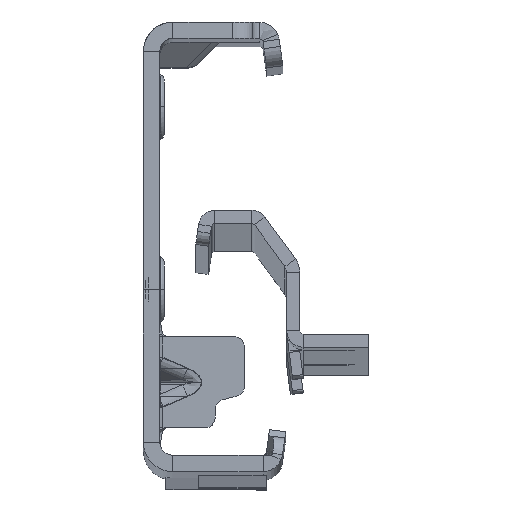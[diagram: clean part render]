
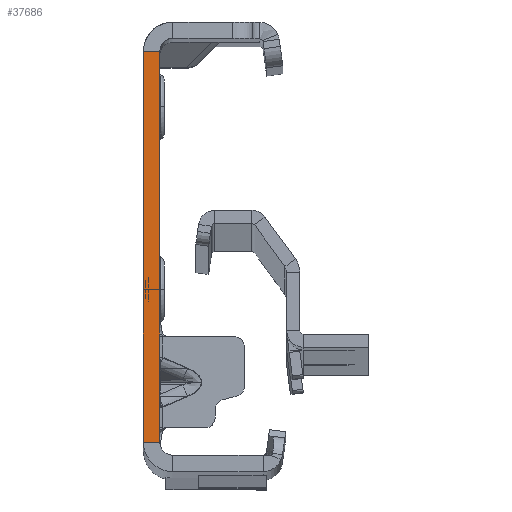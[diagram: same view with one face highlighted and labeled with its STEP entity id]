
A CAD part, top view. The second image highlights one B-rep face of the part: STEP entity #37686.
In plain terms, the highlighted planar face has unit normal (0, 0, 1).
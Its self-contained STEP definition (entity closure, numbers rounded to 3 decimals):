
#747 = EDGE_CURVE ( 'NONE', #19709, #37142, #50006, .T. ) ;
#3690 = DIRECTION ( 'NONE',  ( -1., 0., 0. ) ) ;
#3844 = CARTESIAN_POINT ( 'NONE',  ( 0., -30., 0. ) ) ;
#4905 = CARTESIAN_POINT ( 'NONE',  ( -2.5, 30., 0. ) ) ;
#6438 = VERTEX_POINT ( 'NONE', #42906 ) ;
#7289 = CARTESIAN_POINT ( 'NONE',  ( -2.5, -32., 0. ) ) ;
#7308 = EDGE_CURVE ( 'NONE', #14169, #6438, #11149, .T. ) ;
#8280 = ORIENTED_EDGE ( 'NONE', *, *, #32033, .T. ) ;
#11149 = LINE ( 'NONE', #7289, #33755 ) ;
#13051 = CARTESIAN_POINT ( 'NONE',  ( 0., 30., 0. ) ) ;
#14169 = VERTEX_POINT ( 'NONE', #4905 ) ;
#15819 = VECTOR ( 'NONE', #26680, 1000. ) ;
#19149 = FACE_OUTER_BOUND ( 'NONE', #26725, .T. ) ;
#19709 = VERTEX_POINT ( 'NONE', #13051 ) ;
#23044 = PLANE ( 'NONE',  #45380 ) ;
#23073 = DIRECTION ( 'NONE',  ( 0., -1., 0. ) ) ;
#23198 = EDGE_CURVE ( 'NONE', #37142, #6438, #42993, .T. ) ;
#25618 = VECTOR ( 'NONE', #35199, 1000. ) ;
#26527 = ORIENTED_EDGE ( 'NONE', *, *, #23198, .F. ) ;
#26680 = DIRECTION ( 'NONE',  ( 0., -1., 0. ) ) ;
#26725 = EDGE_LOOP ( 'NONE', ( #38121, #8280, #29544, #26527 ) ) ;
#29544 = ORIENTED_EDGE ( 'NONE', *, *, #7308, .T. ) ;
#30316 = CARTESIAN_POINT ( 'NONE',  ( 0., -32., 0. ) ) ;
#30849 = DIRECTION ( 'NONE',  ( 1., 0., 0. ) ) ;
#31689 = LINE ( 'NONE', #31930, #46988 ) ;
#31930 = CARTESIAN_POINT ( 'NONE',  ( 0., 30., 0. ) ) ;
#32033 = EDGE_CURVE ( 'NONE', #19709, #14169, #31689, .T. ) ;
#33755 = VECTOR ( 'NONE', #23073, 1000. ) ;
#35199 = DIRECTION ( 'NONE',  ( -1., 0., 0. ) ) ;
#37142 = VERTEX_POINT ( 'NONE', #3844 ) ;
#37686 = ADVANCED_FACE ( 'NONE', ( #19149 ), #23044, .T. ) ;
#38121 = ORIENTED_EDGE ( 'NONE', *, *, #747, .F. ) ;
#42906 = CARTESIAN_POINT ( 'NONE',  ( -2.5, -30., 0. ) ) ;
#42993 = LINE ( 'NONE', #47637, #25618 ) ;
#45380 = AXIS2_PLACEMENT_3D ( 'NONE', #50286, #49765, #30849 ) ;
#46988 = VECTOR ( 'NONE', #3690, 1000. ) ;
#47637 = CARTESIAN_POINT ( 'NONE',  ( 0., -30., 0. ) ) ;
#49765 = DIRECTION ( 'NONE',  ( 0., 0., 1. ) ) ;
#50006 = LINE ( 'NONE', #30316, #15819 ) ;
#50286 = CARTESIAN_POINT ( 'NONE',  ( -2.5, -32., 0. ) ) ;
